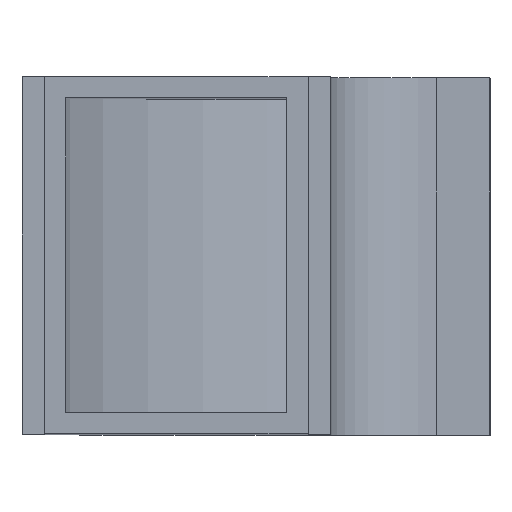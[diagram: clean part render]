
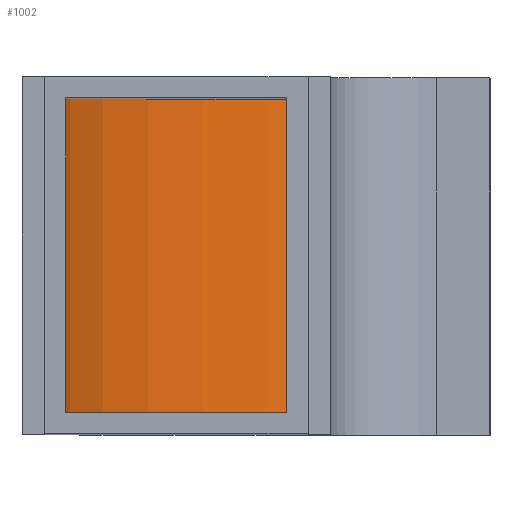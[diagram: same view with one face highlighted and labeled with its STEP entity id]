
A CAD part, top view. The second image highlights one B-rep face of the part: STEP entity #1002.
In plain terms, the highlighted cylindrical face has radius 21 mm (diameter 42 mm), a partial arc.
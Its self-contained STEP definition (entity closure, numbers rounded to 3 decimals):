
#334 = PLANE('',#335);
#335 = AXIS2_PLACEMENT_3D('',#336,#337,#338);
#336 = CARTESIAN_POINT('',(22.,8.4,0.));
#337 = DIRECTION('',(-1.,-0.,0.));
#338 = DIRECTION('',(0.,0.,1.));
#891 = EDGE_CURVE('',#892,#894,#896,.T.);
#892 = VERTEX_POINT('',#893);
#893 = CARTESIAN_POINT('',(22.,7.4,1.));
#894 = VERTEX_POINT('',#895);
#895 = CARTESIAN_POINT('',(22.,-7.4,1.));
#896 = SURFACE_CURVE('',#897,(#901,#908),.PCURVE_S1.);
#897 = LINE('',#898,#899);
#898 = CARTESIAN_POINT('',(22.,8.4,1.));
#899 = VECTOR('',#900,1.);
#900 = DIRECTION('',(0.,-1.,0.));
#901 = PCURVE('',#334,#902);
#902 = DEFINITIONAL_REPRESENTATION('',(#903),#907);
#903 = LINE('',#904,#905);
#904 = CARTESIAN_POINT('',(1.,0.));
#905 = VECTOR('',#906,1.);
#906 = DIRECTION('',(0.,-1.));
#907 = ( GEOMETRIC_REPRESENTATION_CONTEXT(2) 
PARAMETRIC_REPRESENTATION_CONTEXT() REPRESENTATION_CONTEXT('2D SPACE',''
  ) );
#908 = PCURVE('',#909,#914);
#909 = CYLINDRICAL_SURFACE('',#910,21.);
#910 = AXIS2_PLACEMENT_3D('',#911,#912,#913);
#911 = CARTESIAN_POINT('',(22.,8.4,22.));
#912 = DIRECTION('',(-0.,1.,-0.));
#913 = DIRECTION('',(1.,0.,0.));
#914 = DEFINITIONAL_REPRESENTATION('',(#915),#919);
#915 = LINE('',#916,#917);
#916 = CARTESIAN_POINT('',(-4.712,0.));
#917 = VECTOR('',#918,1.);
#918 = DIRECTION('',(-0.,-1.));
#919 = ( GEOMETRIC_REPRESENTATION_CONTEXT(2) 
PARAMETRIC_REPRESENTATION_CONTEXT() REPRESENTATION_CONTEXT('2D SPACE',''
  ) );
#937 = PLANE('',#938);
#938 = AXIS2_PLACEMENT_3D('',#939,#940,#941);
#939 = CARTESIAN_POINT('',(9.928,7.4,19.806));
#940 = DIRECTION('',(0.,-1.,0.));
#941 = DIRECTION('',(0.,0.,-1.));
#991 = PLANE('',#992);
#992 = AXIS2_PLACEMENT_3D('',#993,#994,#995);
#993 = CARTESIAN_POINT('',(9.928,-7.4,19.806));
#994 = DIRECTION('',(0.,-1.,0.));
#995 = DIRECTION('',(0.,0.,-1.));
#1002 = ADVANCED_FACE('',(#1003),#909,.F.);
#1003 = FACE_BOUND('',#1004,.T.);
#1004 = EDGE_LOOP('',(#1005,#1035,#1061,#1062));
#1005 = ORIENTED_EDGE('',*,*,#1006,.T.);
#1006 = EDGE_CURVE('',#1007,#1009,#1011,.T.);
#1007 = VERTEX_POINT('',#1008);
#1008 = CARTESIAN_POINT('',(1.,7.4,22.));
#1009 = VERTEX_POINT('',#1010);
#1010 = CARTESIAN_POINT('',(1.,-7.4,22.));
#1011 = SURFACE_CURVE('',#1012,(#1016,#1023),.PCURVE_S1.);
#1012 = LINE('',#1013,#1014);
#1013 = CARTESIAN_POINT('',(1.,8.4,22.));
#1014 = VECTOR('',#1015,1.);
#1015 = DIRECTION('',(0.,-1.,0.));
#1016 = PCURVE('',#909,#1017);
#1017 = DEFINITIONAL_REPRESENTATION('',(#1018),#1022);
#1018 = LINE('',#1019,#1020);
#1019 = CARTESIAN_POINT('',(-3.142,0.));
#1020 = VECTOR('',#1021,1.);
#1021 = DIRECTION('',(-0.,-1.));
#1022 = ( GEOMETRIC_REPRESENTATION_CONTEXT(2) 
PARAMETRIC_REPRESENTATION_CONTEXT() REPRESENTATION_CONTEXT('2D SPACE',''
  ) );
#1023 = PCURVE('',#1024,#1029);
#1024 = PLANE('',#1025);
#1025 = AXIS2_PLACEMENT_3D('',#1026,#1027,#1028);
#1026 = CARTESIAN_POINT('',(1.,8.4,32.7));
#1027 = DIRECTION('',(1.,0.,0.));
#1028 = DIRECTION('',(0.,0.,-1.));
#1029 = DEFINITIONAL_REPRESENTATION('',(#1030),#1034);
#1030 = LINE('',#1031,#1032);
#1031 = CARTESIAN_POINT('',(10.7,0.));
#1032 = VECTOR('',#1033,1.);
#1033 = DIRECTION('',(0.,-1.));
#1034 = ( GEOMETRIC_REPRESENTATION_CONTEXT(2) 
PARAMETRIC_REPRESENTATION_CONTEXT() REPRESENTATION_CONTEXT('2D SPACE',''
  ) );
#1035 = ORIENTED_EDGE('',*,*,#1036,.F.);
#1036 = EDGE_CURVE('',#894,#1009,#1037,.T.);
#1037 = SURFACE_CURVE('',#1038,(#1043,#1050),.PCURVE_S1.);
#1038 = CIRCLE('',#1039,21.);
#1039 = AXIS2_PLACEMENT_3D('',#1040,#1041,#1042);
#1040 = CARTESIAN_POINT('',(22.,-7.4,22.));
#1041 = DIRECTION('',(-0.,1.,0.));
#1042 = DIRECTION('',(1.,0.,0.));
#1043 = PCURVE('',#909,#1044);
#1044 = DEFINITIONAL_REPRESENTATION('',(#1045),#1049);
#1045 = LINE('',#1046,#1047);
#1046 = CARTESIAN_POINT('',(-6.283,-15.8));
#1047 = VECTOR('',#1048,1.);
#1048 = DIRECTION('',(1.,-0.));
#1049 = ( GEOMETRIC_REPRESENTATION_CONTEXT(2) 
PARAMETRIC_REPRESENTATION_CONTEXT() REPRESENTATION_CONTEXT('2D SPACE',''
  ) );
#1050 = PCURVE('',#991,#1051);
#1051 = DEFINITIONAL_REPRESENTATION('',(#1052),#1060);
#1052 = ( BOUNDED_CURVE() B_SPLINE_CURVE(2,(#1053,#1054,#1055,#1056,
#1057,#1058,#1059),.UNSPECIFIED.,.T.,.F.) B_SPLINE_CURVE_WITH_KNOTS((1,2
    ,2,2,2,1),(-2.094,0.,2.094,4.189,
6.283,8.378),.UNSPECIFIED.) CURVE() 
GEOMETRIC_REPRESENTATION_ITEM() RATIONAL_B_SPLINE_CURVE((1.,0.5,1.,0.5,
1.,0.5,1.)) REPRESENTATION_ITEM('') );
#1053 = CARTESIAN_POINT('',(-2.194,33.072));
#1054 = CARTESIAN_POINT('',(34.179,33.072));
#1055 = CARTESIAN_POINT('',(15.993,1.572));
#1056 = CARTESIAN_POINT('',(-2.194,-29.928));
#1057 = CARTESIAN_POINT('',(-20.38,1.572));
#1058 = CARTESIAN_POINT('',(-38.567,33.072));
#1059 = CARTESIAN_POINT('',(-2.194,33.072));
#1060 = ( GEOMETRIC_REPRESENTATION_CONTEXT(2) 
PARAMETRIC_REPRESENTATION_CONTEXT() REPRESENTATION_CONTEXT('2D SPACE',''
  ) );
#1061 = ORIENTED_EDGE('',*,*,#891,.F.);
#1062 = ORIENTED_EDGE('',*,*,#1063,.T.);
#1063 = EDGE_CURVE('',#892,#1007,#1064,.T.);
#1064 = SURFACE_CURVE('',#1065,(#1070,#1077),.PCURVE_S1.);
#1065 = CIRCLE('',#1066,21.);
#1066 = AXIS2_PLACEMENT_3D('',#1067,#1068,#1069);
#1067 = CARTESIAN_POINT('',(22.,7.4,22.));
#1068 = DIRECTION('',(-0.,1.,0.));
#1069 = DIRECTION('',(1.,0.,0.));
#1070 = PCURVE('',#909,#1071);
#1071 = DEFINITIONAL_REPRESENTATION('',(#1072),#1076);
#1072 = LINE('',#1073,#1074);
#1073 = CARTESIAN_POINT('',(-6.283,-1.));
#1074 = VECTOR('',#1075,1.);
#1075 = DIRECTION('',(1.,-0.));
#1076 = ( GEOMETRIC_REPRESENTATION_CONTEXT(2) 
PARAMETRIC_REPRESENTATION_CONTEXT() REPRESENTATION_CONTEXT('2D SPACE',''
  ) );
#1077 = PCURVE('',#937,#1078);
#1078 = DEFINITIONAL_REPRESENTATION('',(#1079),#1087);
#1079 = ( BOUNDED_CURVE() B_SPLINE_CURVE(2,(#1080,#1081,#1082,#1083,
#1084,#1085,#1086),.UNSPECIFIED.,.T.,.F.) B_SPLINE_CURVE_WITH_KNOTS((1,2
    ,2,2,2,1),(-2.094,0.,2.094,4.189,
6.283,8.378),.UNSPECIFIED.) CURVE() 
GEOMETRIC_REPRESENTATION_ITEM() RATIONAL_B_SPLINE_CURVE((1.,0.5,1.,0.5,
1.,0.5,1.)) REPRESENTATION_ITEM('') );
#1080 = CARTESIAN_POINT('',(-2.194,33.072));
#1081 = CARTESIAN_POINT('',(34.179,33.072));
#1082 = CARTESIAN_POINT('',(15.993,1.572));
#1083 = CARTESIAN_POINT('',(-2.194,-29.928));
#1084 = CARTESIAN_POINT('',(-20.38,1.572));
#1085 = CARTESIAN_POINT('',(-38.567,33.072));
#1086 = CARTESIAN_POINT('',(-2.194,33.072));
#1087 = ( GEOMETRIC_REPRESENTATION_CONTEXT(2) 
PARAMETRIC_REPRESENTATION_CONTEXT() REPRESENTATION_CONTEXT('2D SPACE',''
  ) );
